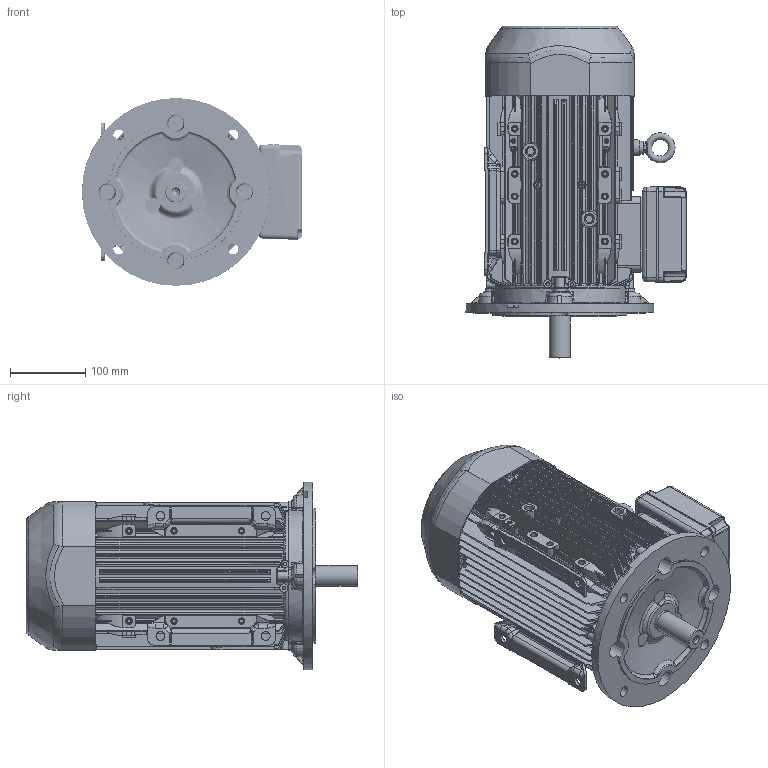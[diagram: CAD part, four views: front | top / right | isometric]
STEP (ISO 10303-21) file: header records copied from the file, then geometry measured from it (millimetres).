
FILE_DESCRIPTION( ( 'Unknown' ), '1' );
FILE_NAME( 'WP-DA100LF B35.stp', 'Unknown', ( 'Unknown' ), ( 'Unknown' ), 'PSStep 17.0.49', 'Unknown', ' ' );
FILE_SCHEMA( ( 'AUTOMOTIVE_DESIGN { 1 0 10303 214 1 1 1 1 }' ) );
Length unit declared in the file: millimetre
Products named in the file (1): 1
Bounding box: 293.05 x 442.05 x 250 mm (x, y, z)
Volume: 2718106.8 mm3; surface area: 1233203.5 mm2
Topology: 1 solids, 10 shells, 4035 faces, 10812 edges, 6787 vertices
Faces by surface type: plane 1434, cylinder 1148, cone 611, bspline 531, torus 261, sphere 40, extrusion 10
Full cylindrical faces by diameter (mm): 4 x4, 4.4 x4, 4.5 x4, 5 x13, 5.5 x5, 5.8 x5, 6 x5, 6.2 x15, 6.5 x1, 6.6 x4, 6.8 x1, 7 x4, 7.3 x4, 8 x1, 8.4 x5, 10 x3, 11 x8, 12 x6, 14.5 x4, 17 x1, 28 x1, 29.875 x2, 37 x1, 42 x1, 45 x1, 52 x2, 55 x2, 55.825 x1, 62 x1, 164.77 x1
Entity records: 225608 total; most frequent: CARTESIAN_POINT 99476, ORIENTED_EDGE 20514, DIRECTION 18317, EDGE_CURVE 10257, AXIS2_PLACEMENT_3D 7273, VERTEX_POINT 6654, EDGE_LOOP 4595, FACE_OUTER_BOUND 4161
